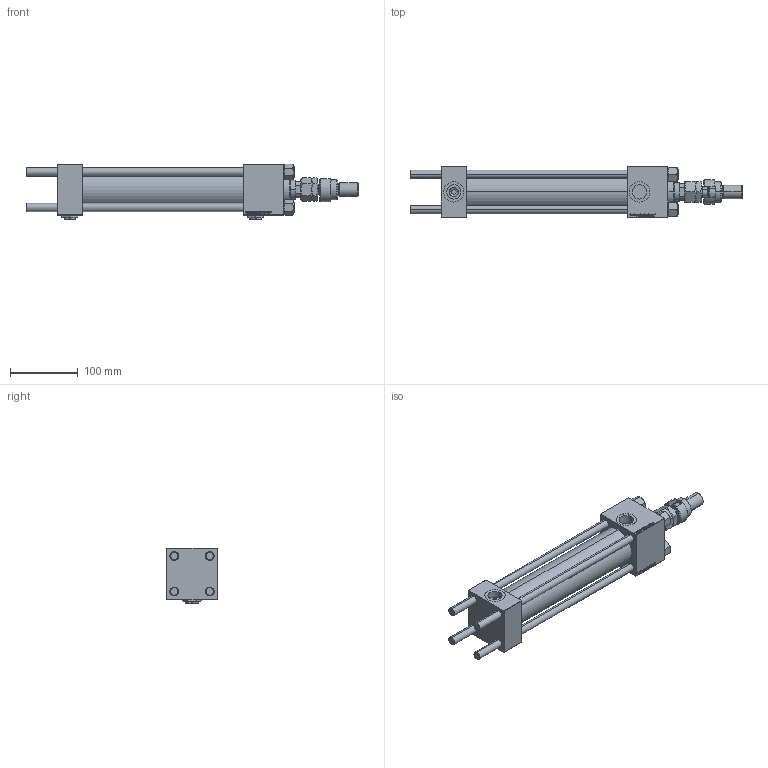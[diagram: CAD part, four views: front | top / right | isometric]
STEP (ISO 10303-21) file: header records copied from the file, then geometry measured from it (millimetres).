
FILE_DESCRIPTION (( 'STEP AP203' ), '1' );
FILE_NAME ('ab66.STEP', '2025-06-18T06:02:38', ( '' ), ( '' ), 'SwSTEP 2.0', 'SolidWorks 2019', '' );
FILE_SCHEMA (( 'CONFIG_CONTROL_DESIGN' ));
Length unit declared in the file: millimetre
Products named in the file (10): NUT_M5 d8b8499bf838167448ed338fc8d851ea; V215_VC_A d8b8499bf838167448ed338fc8d851ea; V215CR_VCP d8b8499bf838167448ed338fc8d851ea; CR025_012_A_0_G_A_G_M_020_+#_##_TYCINKA d8b8499bf838167448ed338fc8d851ea; Zatka_pro_OIL_PORT d8b8499bf838167448ed338fc8d851ea; MFA d8b8499bf838167448ed338fc8d851ea; DFA d8b8499bf838167448ed338fc8d851ea; ab66; V215CR_BODY_A d8b8499bf838167448ed338fc8d851ea; FEMALE_PART_FOR_DFA d8b8499bf838167448ed338fc8d851ea
Assembly tree (16 placements, depth 3):
  ab66
    V215CR_BODY_A d8b8499bf838167448ed338fc8d851ea
    CR025_012_A_0_G_A_G_M_020_+#_##_TYCINKA d8b8499bf838167448ed338fc8d851ea  x4
    NUT_M5 d8b8499bf838167448ed338fc8d851ea  x4
    V215CR_VCP d8b8499bf838167448ed338fc8d851ea
    V215_VC_A d8b8499bf838167448ed338fc8d851ea
    DFA d8b8499bf838167448ed338fc8d851ea
      FEMALE_PART_FOR_DFA d8b8499bf838167448ed338fc8d851ea
      MFA d8b8499bf838167448ed338fc8d851ea
    Zatka_pro_OIL_PORT d8b8499bf838167448ed338fc8d851ea  x2
Bounding box: 489 x 75 x 82.27 mm (x, y, z)
Volume: 1028180.9 mm3; surface area: 288027.2 mm2
Topology: 15 solids, 15 shells, 1318 faces, 3258 edges, 2091 vertices
Faces by surface type: plane 595, bspline 392, cone 218, cylinder 101, torus 12
Entity records: 54622 total; most frequent: CARTESIAN_POINT 28326, ORIENTED_EDGE 5816, DIRECTION 3860, EDGE_CURVE 2908, VERTEX_POINT 1889, LINE 1686, VECTOR 1686, EDGE_LOOP 1295
